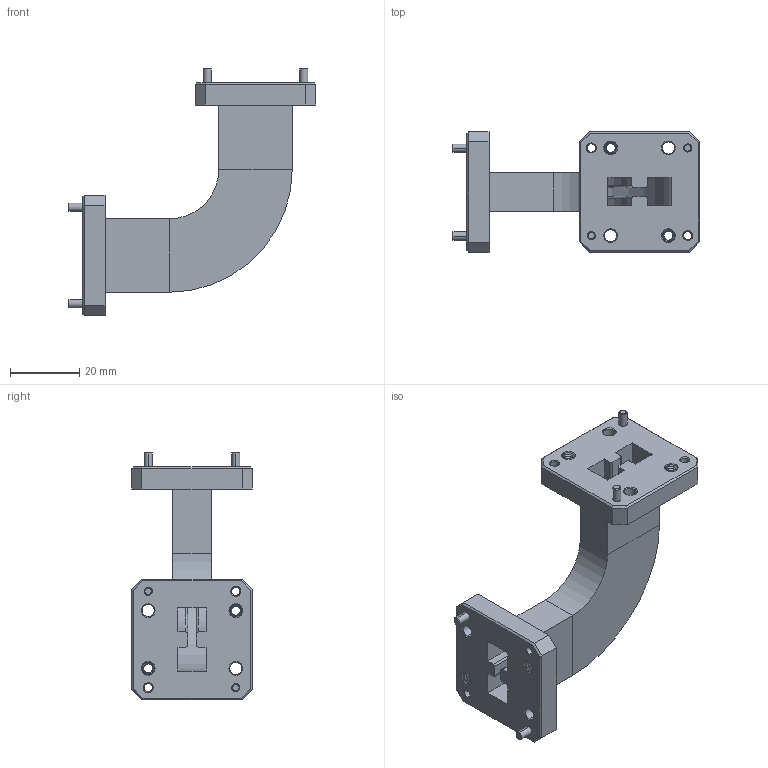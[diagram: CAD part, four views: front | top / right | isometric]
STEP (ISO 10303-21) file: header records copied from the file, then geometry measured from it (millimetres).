
FILE_DESCRIPTION (( 'STEP AP203' ), '1' );
FILE_NAME ('PEWRD650B002.step', '2020-10-30T19:59:16', ( '' ), ( '' ), 'SwSTEP 2.0', 'SolidWorks 2018', '' );
FILE_SCHEMA (( 'CONFIG_CONTROL_DESIGN' ));
Length unit declared in the file: millimetre
Products named in the file (1): PEWRD650B002
Bounding box: 71.8 x 35 x 71.8 mm (x, y, z)
Volume: 21937.5 mm3; surface area: 17095.6 mm2
Topology: 1 solids, 1 shells, 285 faces, 707 edges, 434 vertices
Faces by surface type: cylinder 112, plane 89, cone 40, bspline 40, torus 4
Entity records: 17938 total; most frequent: CARTESIAN_POINT 11663, ORIENTED_EDGE 1414, DIRECTION 1135, EDGE_CURVE 707, VERTEX_POINT 434, AXIS2_PLACEMENT_3D 402, VECTOR 331, LINE 331
